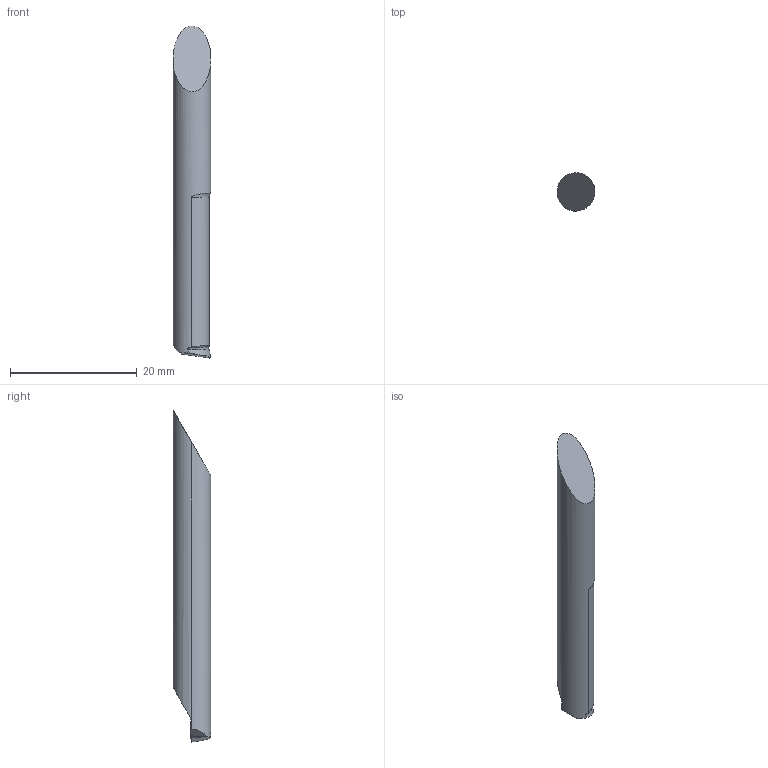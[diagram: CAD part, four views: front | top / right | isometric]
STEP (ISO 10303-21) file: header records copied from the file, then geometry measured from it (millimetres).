
FILE_DESCRIPTION(/* description */ (''),/* implementation_level */ '2;1');
FILE_NAME(/* name */ '1646389838055.stp',/* time_stamp */ '2022-03-04T16:00:49+06:00',/* author */ (''),/* organization */ ('SMS'),/* preprocessor_version */ 'ST-DEVELOPER v16.7',/* originating_system */ 'SIEMENS PLM Software NX 12.0',/* authorisation */ '');
FILE_SCHEMA (('AUTOMOTIVE_DESIGN { 1 0 10303 214 3 1 1 1 }'));
Length unit declared in the file: millimetre
Products named in the file (1): 203963529mod000_00
Bounding box: 6 x 6 x 52.45 mm (x, y, z)
Volume: 1209.9 mm3; surface area: 944 mm2
Topology: 2 solids, 2 shells, 28 faces, 71 edges, 50 vertices
Faces by surface type: plane 11, cylinder 7, bspline 7, torus 2, cone 1
Entity records: 1150 total; most frequent: CARTESIAN_POINT 511, ORIENTED_EDGE 140, DIRECTION 91, EDGE_CURVE 70, VERTEX_POINT 46, AXIS2_PLACEMENT_3D 34, ADVANCED_FACE 28, FACE_OUTER_BOUND 28
